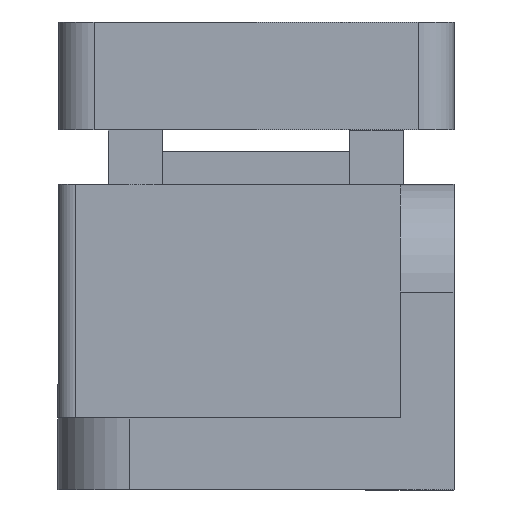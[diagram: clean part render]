
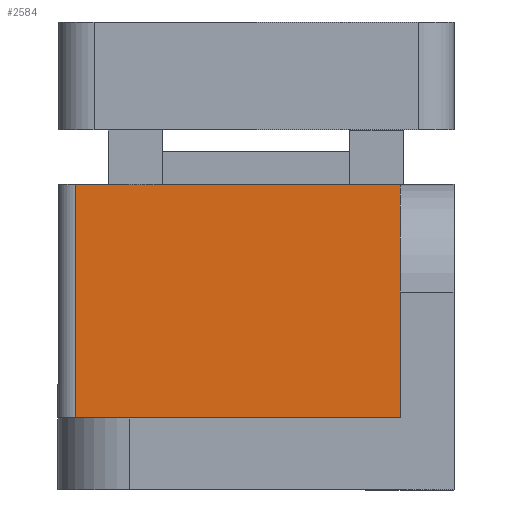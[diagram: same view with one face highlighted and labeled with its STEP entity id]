
A CAD part, left-side view. The second image highlights one B-rep face of the part: STEP entity #2584.
In plain terms, the highlighted planar face has unit normal (-1, 0, 0).
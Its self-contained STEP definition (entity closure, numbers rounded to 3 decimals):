
#62 = VECTOR ( 'NONE', #2296, 1000. ) ;
#102 = EDGE_CURVE ( 'NONE', #1576, #354, #2357, .T. ) ;
#108 = DIRECTION ( 'NONE',  ( 0., 1., 0. ) ) ;
#114 = DIRECTION ( 'NONE',  ( 1., 0., 0. ) ) ;
#194 = PLANE ( 'NONE',  #469 ) ;
#222 = VECTOR ( 'NONE', #2199, 1000. ) ;
#251 = FACE_OUTER_BOUND ( 'NONE', #403, .T. ) ;
#284 = EDGE_CURVE ( 'NONE', #1576, #1611, #732, .T. ) ;
#354 = VERTEX_POINT ( 'NONE', #2122 ) ;
#403 = EDGE_LOOP ( 'NONE', ( #1842, #1223, #2695, #2322 ) ) ;
#409 = CARTESIAN_POINT ( 'NONE',  ( -14.5, 5.5, 8.5 ) ) ;
#469 = AXIS2_PLACEMENT_3D ( 'NONE', #409, #114, #108 ) ;
#564 = EDGE_CURVE ( 'NONE', #2227, #1611, #1477, .T. ) ;
#732 = LINE ( 'NONE', #2239, #222 ) ;
#862 = CARTESIAN_POINT ( 'NONE',  ( -14.5, 5., 2. ) ) ;
#1007 = EDGE_CURVE ( 'NONE', #354, #2227, #2684, .T. ) ;
#1223 = ORIENTED_EDGE ( 'NONE', *, *, #284, .T. ) ;
#1340 = DIRECTION ( 'NONE',  ( 0., 0., -1. ) ) ;
#1400 = DIRECTION ( 'NONE',  ( 0., 1., 0. ) ) ;
#1432 = CARTESIAN_POINT ( 'NONE',  ( -14.5, -4., 8.5 ) ) ;
#1477 = LINE ( 'NONE', #1616, #2499 ) ;
#1576 = VERTEX_POINT ( 'NONE', #1772 ) ;
#1611 = VERTEX_POINT ( 'NONE', #862 ) ;
#1616 = CARTESIAN_POINT ( 'NONE',  ( -14.5, -5.5, 2. ) ) ;
#1772 = CARTESIAN_POINT ( 'NONE',  ( -14.5, 5., 8.5 ) ) ;
#1842 = ORIENTED_EDGE ( 'NONE', *, *, #102, .F. ) ;
#1962 = CARTESIAN_POINT ( 'NONE',  ( -14.5, -4., 2. ) ) ;
#2122 = CARTESIAN_POINT ( 'NONE',  ( -14.5, -4., 8.5 ) ) ;
#2156 = CARTESIAN_POINT ( 'NONE',  ( -14.5, 5.5, 8.5 ) ) ;
#2199 = DIRECTION ( 'NONE',  ( 0., 0., -1. ) ) ;
#2214 = VECTOR ( 'NONE', #1340, 1000. ) ;
#2227 = VERTEX_POINT ( 'NONE', #1962 ) ;
#2239 = CARTESIAN_POINT ( 'NONE',  ( -14.5, 5., 8.5 ) ) ;
#2296 = DIRECTION ( 'NONE',  ( 0., -1., 0. ) ) ;
#2322 = ORIENTED_EDGE ( 'NONE', *, *, #1007, .F. ) ;
#2357 = LINE ( 'NONE', #2156, #62 ) ;
#2499 = VECTOR ( 'NONE', #1400, 1000. ) ;
#2584 = ADVANCED_FACE ( 'NONE', ( #251 ), #194, .F. ) ;
#2684 = LINE ( 'NONE', #1432, #2214 ) ;
#2695 = ORIENTED_EDGE ( 'NONE', *, *, #564, .F. ) ;
